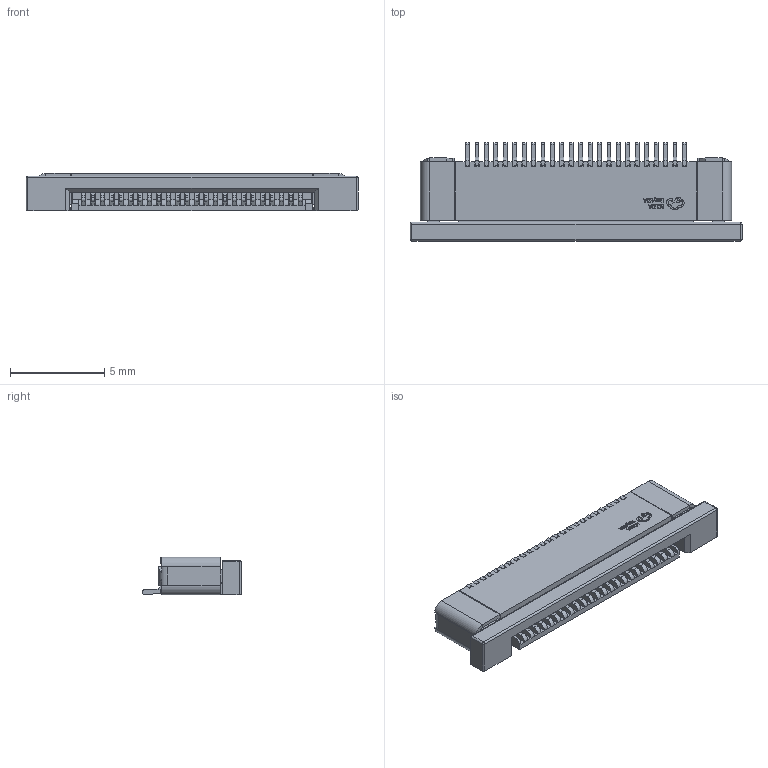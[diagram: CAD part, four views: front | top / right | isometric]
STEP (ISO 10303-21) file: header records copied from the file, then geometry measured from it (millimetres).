
FILE_DESCRIPTION (( 'STEP AP214' ), '1' );
FILE_NAME ('FPC-SMD_AFC07-S24FCA-00.step', '2022-07-06T12:57:14', ( '' ), ( '' ), 'SwSTEP 2.0', 'SolidWorks 2020', '' );
FILE_SCHEMA (( 'AUTOMOTIVE_DESIGN' ));
Length unit declared in the file: millimetre
Products named in the file (1): FPC-SMD_AFC07-S24FCA-00
Bounding box: 17.6 x 5.2 x 2.01 mm (x, y, z)
Volume: 96.1 mm3; surface area: 762.7 mm2
Topology: 23 solids, 23 shells, 1722 faces, 4969 edges, 3272 vertices
Faces by surface type: plane 1352, cylinder 221, bspline 146, sphere 3
Entity records: 76120 total; most frequent: CARTESIAN_POINT 13620, ORIENTED_EDGE 9932, DIRECTION 8245, EDGE_CURVE 4966, VECTOR 4227, LINE 4227, VERTEX_POINT 3272, AXIS2_PLACEMENT_3D 2009
